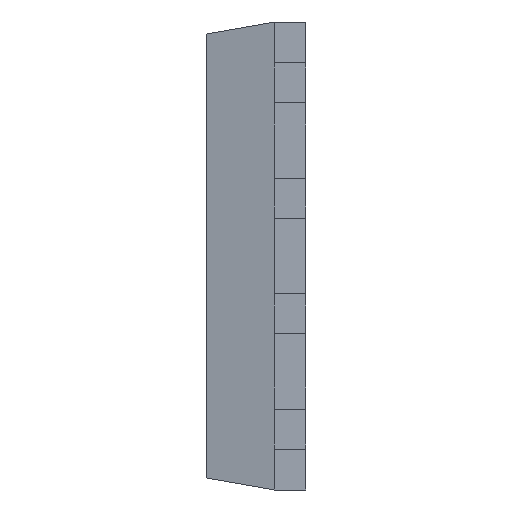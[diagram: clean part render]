
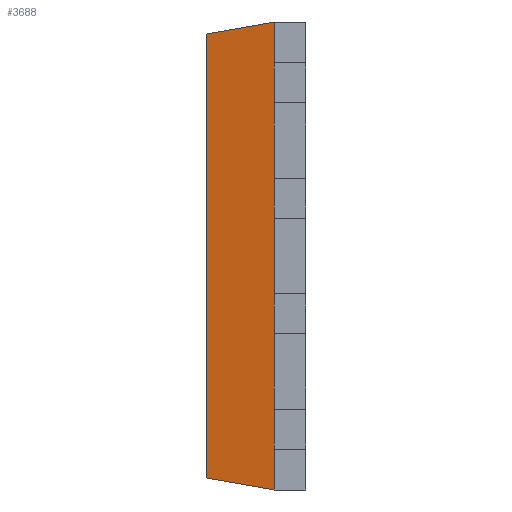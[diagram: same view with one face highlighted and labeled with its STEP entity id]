
A CAD part, left-side view. The second image highlights one B-rep face of the part: STEP entity #3688.
In plain terms, the highlighted planar face has unit normal (-0.985, 0.174, 0).
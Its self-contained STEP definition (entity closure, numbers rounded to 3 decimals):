
#68 = DIRECTION ( 'NONE',  ( 0., 0., 1. ) ) ;
#73 = LINE ( 'NONE', #417, #2741 ) ;
#113 = VERTEX_POINT ( 'NONE', #4388 ) ;
#124 = CARTESIAN_POINT ( 'NONE',  ( -2.95, 0.35, 2.575 ) ) ;
#136 = VERTEX_POINT ( 'NONE', #3018 ) ;
#140 = LINE ( 'NONE', #2250, #4468 ) ;
#210 = ORIENTED_EDGE ( 'NONE', *, *, #420, .T. ) ;
#233 = VECTOR ( 'NONE', #1511, 1000. ) ;
#270 = EDGE_CURVE ( 'NONE', #113, #3990, #1143, .T. ) ;
#321 = EDGE_CURVE ( 'NONE', #3792, #582, #73, .T. ) ;
#417 = CARTESIAN_POINT ( 'NONE',  ( -2.95, 0.35, 2.575 ) ) ;
#420 = EDGE_CURVE ( 'NONE', #545, #136, #140, .T. ) ;
#427 = CARTESIAN_POINT ( 'NONE',  ( -2.95, 0.35, 2.575 ) ) ;
#458 = DIRECTION ( 'NONE',  ( -0.171, -0.97, -0.171 ) ) ;
#508 = VERTEX_POINT ( 'NONE', #3300 ) ;
#514 = DIRECTION ( 'NONE',  ( 0., 0., 1. ) ) ;
#545 = VERTEX_POINT ( 'NONE', #1683 ) ;
#582 = VERTEX_POINT ( 'NONE', #1728 ) ;
#629 = LINE ( 'NONE', #3065, #4160 ) ;
#700 = VECTOR ( 'NONE', #458, 1000. ) ;
#770 = AXIS2_PLACEMENT_3D ( 'NONE', #3744, #921, #4391 ) ;
#786 = LINE ( 'NONE', #124, #233 ) ;
#863 = VERTEX_POINT ( 'NONE', #3768 ) ;
#893 = VECTOR ( 'NONE', #2306, 1000. ) ;
#921 = DIRECTION ( 'NONE',  ( -0.985, 0.174, 0. ) ) ;
#1038 = VERTEX_POINT ( 'NONE', #2015 ) ;
#1048 = VECTOR ( 'NONE', #68, 1000. ) ;
#1130 = DIRECTION ( 'NONE',  ( 0., 0., 1. ) ) ;
#1143 = LINE ( 'NONE', #2171, #700 ) ;
#1290 = ORIENTED_EDGE ( 'NONE', *, *, #321, .T. ) ;
#1419 = EDGE_CURVE ( 'NONE', #3990, #863, #3032, .T. ) ;
#1446 = VERTEX_POINT ( 'NONE', #3376 ) ;
#1460 = DIRECTION ( 'NONE',  ( 0., 0., 1. ) ) ;
#1511 = DIRECTION ( 'NONE',  ( -0.171, -0.97, 0.171 ) ) ;
#1570 = ORIENTED_EDGE ( 'NONE', *, *, #3354, .T. ) ;
#1645 = CARTESIAN_POINT ( 'NONE',  ( -2.95, 0.35, 2.575 ) ) ;
#1657 = CARTESIAN_POINT ( 'NONE',  ( -2.95, 0.35, 0.855 ) ) ;
#1683 = CARTESIAN_POINT ( 'NONE',  ( -2.95, 0.35, -1.685 ) ) ;
#1725 = ORIENTED_EDGE ( 'NONE', *, *, #1419, .T. ) ;
#1728 = CARTESIAN_POINT ( 'NONE',  ( -2.95, 0.35, 1.685 ) ) ;
#1759 = VERTEX_POINT ( 'NONE', #2475 ) ;
#1779 = EDGE_CURVE ( 'NONE', #582, #1759, #629, .T. ) ;
#1878 = CARTESIAN_POINT ( 'NONE',  ( -2.95, 0.35, -2.575 ) ) ;
#1934 = EDGE_CURVE ( 'NONE', #136, #3686, #3269, .T. ) ;
#2015 = CARTESIAN_POINT ( 'NONE',  ( -2.95, 0.35, 2.575 ) ) ;
#2044 = LINE ( 'NONE', #3482, #4304 ) ;
#2140 = CARTESIAN_POINT ( 'NONE',  ( -2.95, 0.35, 2.575 ) ) ;
#2171 = CARTESIAN_POINT ( 'NONE',  ( -2.95, 0.35, -2.575 ) ) ;
#2250 = CARTESIAN_POINT ( 'NONE',  ( -2.95, 0.35, 2.575 ) ) ;
#2281 = EDGE_CURVE ( 'NONE', #1446, #1038, #786, .T. ) ;
#2306 = DIRECTION ( 'NONE',  ( 0., 0., 1. ) ) ;
#2475 = CARTESIAN_POINT ( 'NONE',  ( -2.95, 0.35, 2.125 ) ) ;
#2477 = EDGE_CURVE ( 'NONE', #113, #1446, #3377, .T. ) ;
#2536 = FACE_OUTER_BOUND ( 'NONE', #2862, .T. ) ;
#2633 = VECTOR ( 'NONE', #3756, 1000. ) ;
#2643 = VECTOR ( 'NONE', #4047, 1000. ) ;
#2741 = VECTOR ( 'NONE', #1460, 1000. ) ;
#2826 = DIRECTION ( 'NONE',  ( 0., 0., 1. ) ) ;
#2843 = ORIENTED_EDGE ( 'NONE', *, *, #2477, .F. ) ;
#2862 = EDGE_LOOP ( 'NONE', ( #2843, #3995, #1725, #3862, #210, #3339, #1570, #3646, #1290, #3703, #3857, #3345 ) ) ;
#2995 = PLANE ( 'NONE',  #770 ) ;
#3018 = CARTESIAN_POINT ( 'NONE',  ( -2.95, 0.35, -0.855 ) ) ;
#3032 = LINE ( 'NONE', #1645, #2643 ) ;
#3065 = CARTESIAN_POINT ( 'NONE',  ( -2.95, 0.35, 2.575 ) ) ;
#3125 = CARTESIAN_POINT ( 'NONE',  ( -2.818, 1.1, -2.575 ) ) ;
#3150 = CARTESIAN_POINT ( 'NONE',  ( -2.95, 0.35, 2.575 ) ) ;
#3161 = DIRECTION ( 'NONE',  ( 0., 0., 1. ) ) ;
#3175 = EDGE_CURVE ( 'NONE', #508, #3792, #2044, .T. ) ;
#3269 = LINE ( 'NONE', #427, #3795 ) ;
#3300 = CARTESIAN_POINT ( 'NONE',  ( -2.95, 0.35, 0.415 ) ) ;
#3316 = VECTOR ( 'NONE', #3422, 1000. ) ;
#3339 = ORIENTED_EDGE ( 'NONE', *, *, #1934, .T. ) ;
#3345 = ORIENTED_EDGE ( 'NONE', *, *, #2281, .F. ) ;
#3354 = EDGE_CURVE ( 'NONE', #3686, #508, #4033, .T. ) ;
#3358 = CARTESIAN_POINT ( 'NONE',  ( -2.95, 0.35, 2.575 ) ) ;
#3376 = CARTESIAN_POINT ( 'NONE',  ( -2.818, 1.1, 2.443 ) ) ;
#3377 = LINE ( 'NONE', #3125, #2633 ) ;
#3422 = DIRECTION ( 'NONE',  ( 0., 0., 1. ) ) ;
#3482 = CARTESIAN_POINT ( 'NONE',  ( -2.95, 0.35, 2.575 ) ) ;
#3508 = EDGE_CURVE ( 'NONE', #1759, #1038, #4385, .T. ) ;
#3646 = ORIENTED_EDGE ( 'NONE', *, *, #3175, .T. ) ;
#3686 = VERTEX_POINT ( 'NONE', #3920 ) ;
#3688 = ADVANCED_FACE ( 'NONE', ( #2536 ), #2995, .T. ) ;
#3703 = ORIENTED_EDGE ( 'NONE', *, *, #1779, .T. ) ;
#3744 = CARTESIAN_POINT ( 'NONE',  ( -2.95, 0.35, -2.575 ) ) ;
#3756 = DIRECTION ( 'NONE',  ( 0., 0., 1. ) ) ;
#3768 = CARTESIAN_POINT ( 'NONE',  ( -2.95, 0.35, -2.125 ) ) ;
#3792 = VERTEX_POINT ( 'NONE', #1657 ) ;
#3795 = VECTOR ( 'NONE', #1130, 1000. ) ;
#3857 = ORIENTED_EDGE ( 'NONE', *, *, #3508, .T. ) ;
#3862 = ORIENTED_EDGE ( 'NONE', *, *, #4249, .T. ) ;
#3920 = CARTESIAN_POINT ( 'NONE',  ( -2.95, 0.35, -0.415 ) ) ;
#3990 = VERTEX_POINT ( 'NONE', #1878 ) ;
#3995 = ORIENTED_EDGE ( 'NONE', *, *, #270, .T. ) ;
#4033 = LINE ( 'NONE', #2140, #1048 ) ;
#4047 = DIRECTION ( 'NONE',  ( 0., 0., 1. ) ) ;
#4160 = VECTOR ( 'NONE', #3161, 1000. ) ;
#4249 = EDGE_CURVE ( 'NONE', #863, #545, #4450, .T. ) ;
#4304 = VECTOR ( 'NONE', #2826, 1000. ) ;
#4385 = LINE ( 'NONE', #3358, #893 ) ;
#4388 = CARTESIAN_POINT ( 'NONE',  ( -2.818, 1.1, -2.443 ) ) ;
#4391 = DIRECTION ( 'NONE',  ( -0.174, -0.985, 0. ) ) ;
#4450 = LINE ( 'NONE', #3150, #3316 ) ;
#4468 = VECTOR ( 'NONE', #514, 1000. ) ;
